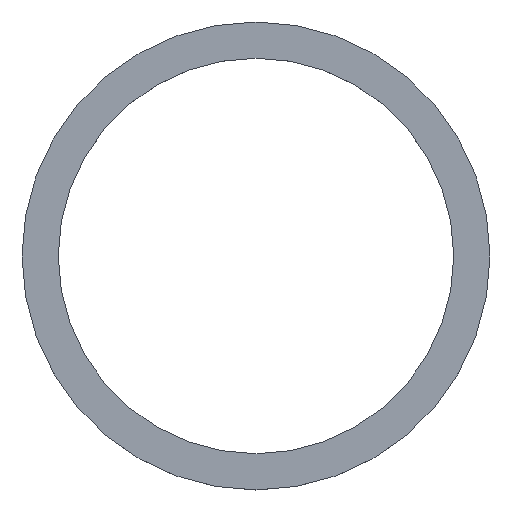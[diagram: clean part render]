
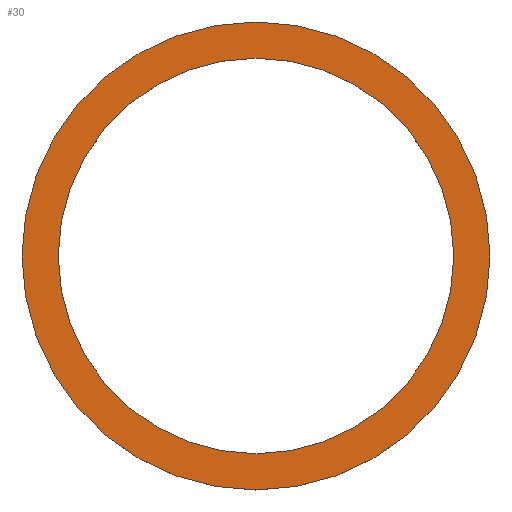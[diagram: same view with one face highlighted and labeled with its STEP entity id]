
A CAD part, top view. The second image highlights one B-rep face of the part: STEP entity #30.
In plain terms, the highlighted planar face has unit normal (0, 0, 1).
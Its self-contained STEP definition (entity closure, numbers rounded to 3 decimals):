
#2 = CARTESIAN_POINT ( 'NONE',  ( 35.5, 0., 2. ) ) ;
#7 = ORIENTED_EDGE ( 'NONE', *, *, #169, .F. ) ;
#10 = CARTESIAN_POINT ( 'NONE',  ( 0., 0., 2. ) ) ;
#13 = DIRECTION ( 'NONE',  ( 1., 0., 0. ) ) ;
#30 = ADVANCED_FACE ( 'NONE', ( #223, #129 ), #185, .T. ) ;
#39 = CARTESIAN_POINT ( 'NONE',  ( -30., 0., 2. ) ) ;
#45 = CARTESIAN_POINT ( 'NONE',  ( 0., 0., 2. ) ) ;
#49 = CIRCLE ( 'NONE', #85, 30. ) ;
#52 = DIRECTION ( 'NONE',  ( 1., 0., 0. ) ) ;
#53 = EDGE_LOOP ( 'NONE', ( #7, #75 ) ) ;
#65 = CARTESIAN_POINT ( 'NONE',  ( -35.5, 0., 2. ) ) ;
#71 = AXIS2_PLACEMENT_3D ( 'NONE', #211, #103, #145 ) ;
#75 = ORIENTED_EDGE ( 'NONE', *, *, #247, .F. ) ;
#83 = DIRECTION ( 'NONE',  ( 1., 0., 0. ) ) ;
#84 = CIRCLE ( 'NONE', #214, 35.5 ) ;
#85 = AXIS2_PLACEMENT_3D ( 'NONE', #45, #168, #83 ) ;
#94 = ORIENTED_EDGE ( 'NONE', *, *, #179, .T. ) ;
#99 = ORIENTED_EDGE ( 'NONE', *, *, #130, .T. ) ;
#101 = CIRCLE ( 'NONE', #231, 35.5 ) ;
#103 = DIRECTION ( 'NONE',  ( 0., 0., 1. ) ) ;
#111 = CIRCLE ( 'NONE', #71, 30. ) ;
#115 = DIRECTION ( 'NONE',  ( 0., 0., 1. ) ) ;
#124 = VERTEX_POINT ( 'NONE', #39 ) ;
#129 = FACE_BOUND ( 'NONE', #53, .T. ) ;
#130 = EDGE_CURVE ( 'NONE', #141, #239, #84, .T. ) ;
#131 = AXIS2_PLACEMENT_3D ( 'NONE', #10, #143, #52 ) ;
#141 = VERTEX_POINT ( 'NONE', #65 ) ;
#143 = DIRECTION ( 'NONE',  ( 0., 0., 1. ) ) ;
#145 = DIRECTION ( 'NONE',  ( 1., 0., 0. ) ) ;
#150 = CARTESIAN_POINT ( 'NONE',  ( 0., 0., 2. ) ) ;
#152 = DIRECTION ( 'NONE',  ( 1., 0., 0. ) ) ;
#157 = CARTESIAN_POINT ( 'NONE',  ( 0., 0., 2. ) ) ;
#160 = VERTEX_POINT ( 'NONE', #198 ) ;
#168 = DIRECTION ( 'NONE',  ( 0., 0., 1. ) ) ;
#169 = EDGE_CURVE ( 'NONE', #124, #160, #111, .T. ) ;
#179 = EDGE_CURVE ( 'NONE', #239, #141, #101, .T. ) ;
#185 = PLANE ( 'NONE',  #131 ) ;
#186 = EDGE_LOOP ( 'NONE', ( #99, #94 ) ) ;
#194 = DIRECTION ( 'NONE',  ( 0., 0., 1. ) ) ;
#198 = CARTESIAN_POINT ( 'NONE',  ( 30., 0., 2. ) ) ;
#211 = CARTESIAN_POINT ( 'NONE',  ( 0., 0., 2. ) ) ;
#214 = AXIS2_PLACEMENT_3D ( 'NONE', #157, #115, #13 ) ;
#223 = FACE_OUTER_BOUND ( 'NONE', #186, .T. ) ;
#231 = AXIS2_PLACEMENT_3D ( 'NONE', #150, #194, #152 ) ;
#239 = VERTEX_POINT ( 'NONE', #2 ) ;
#247 = EDGE_CURVE ( 'NONE', #160, #124, #49, .T. ) ;
